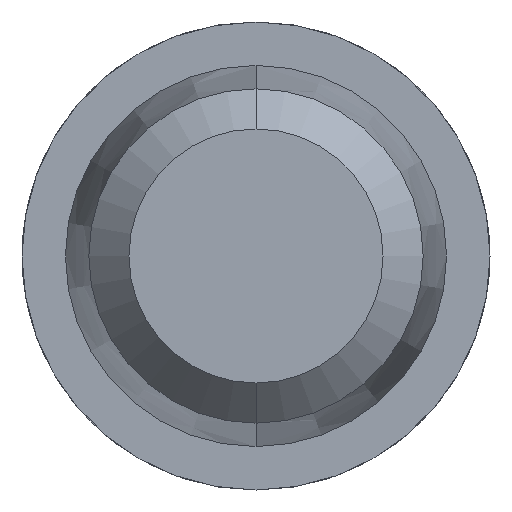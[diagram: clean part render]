
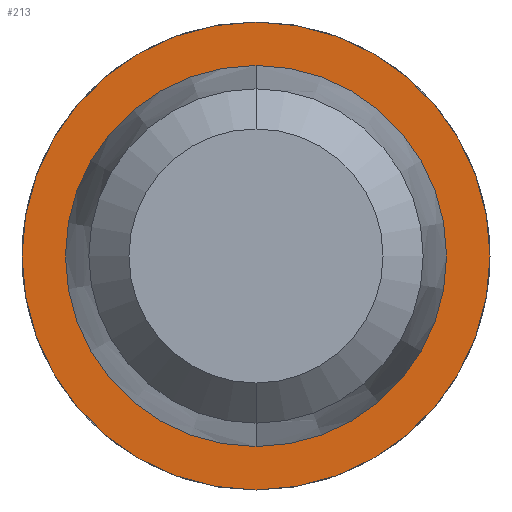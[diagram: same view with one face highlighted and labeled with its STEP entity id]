
A CAD part, front view. The second image highlights one B-rep face of the part: STEP entity #213.
In plain terms, the highlighted planar face has unit normal (0, -1, 0).
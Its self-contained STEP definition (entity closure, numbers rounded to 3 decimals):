
#83 = AXIS2_PLACEMENT_3D ( 'NONE', #2395, #1520, #2113 ) ;
#213 = ADVANCED_FACE ( 'Defeature ausgef�hrt2_14', ( #3081, #396 ), #877, .T. ) ;
#243 = CARTESIAN_POINT ( 'NONE',  ( 0., 26., 0. ) ) ;
#279 = AXIS2_PLACEMENT_3D ( 'NONE', #243, #3431, #886 ) ;
#396 = FACE_BOUND ( 'NONE', #1467, .T. ) ;
#433 = CIRCLE ( 'NONE', #2228, 0.7 ) ;
#440 = CIRCLE ( 'NONE', #83, 0.7 ) ;
#557 = EDGE_CURVE ( 'Defeature ausgef�hrt2_14+Defeature ausgef�hrt2_15+Defeature ausgef�hrt2_15+Defeature ausgef�hrt2_15', #2081, #2302, #433, .T. ) ;
#568 = CARTESIAN_POINT ( 'NONE',  ( 0., 26., 0.7 ) ) ;
#627 = ORIENTED_EDGE ( 'NONE', *, *, #557, .T. ) ;
#634 = CARTESIAN_POINT ( 'NONE',  ( 0., 26., -0.57 ) ) ;
#796 = EDGE_CURVE ( 'Defeature ausgef�hrt2_13+Defeature ausgef�hrt2_14+Defeature ausgef�hrt2_14+Defeature ausgef�hrt2_14', #3503, #3776, #1986, .T. ) ;
#861 = CARTESIAN_POINT ( 'NONE',  ( 0., 26., 0. ) ) ;
#877 = PLANE ( 'NONE',  #2579 ) ;
#886 = DIRECTION ( 'NONE',  ( 0., 0., -1. ) ) ;
#1018 = DIRECTION ( 'NONE',  ( 0., -1., 0. ) ) ;
#1322 = AXIS2_PLACEMENT_3D ( 'NONE', #861, #2804, #3743 ) ;
#1467 = EDGE_LOOP ( 'NONE', ( #3538, #3279 ) ) ;
#1520 = DIRECTION ( 'NONE',  ( 0., -1., 0. ) ) ;
#1682 = DIRECTION ( 'NONE',  ( 0., 0., -1. ) ) ;
#1825 = DIRECTION ( 'NONE',  ( 0., 0., -1. ) ) ;
#1986 = CIRCLE ( 'NONE', #1322, 0.57 ) ;
#2046 = CARTESIAN_POINT ( 'NONE',  ( 0., 26., 0.57 ) ) ;
#2081 = VERTEX_POINT ( 'NONE', #568 ) ;
#2113 = DIRECTION ( 'NONE',  ( 0., 0., -1. ) ) ;
#2162 = CARTESIAN_POINT ( 'NONE',  ( 0.57, 26., 0. ) ) ;
#2228 = AXIS2_PLACEMENT_3D ( 'NONE', #2268, #1018, #1682 ) ;
#2262 = CIRCLE ( 'NONE', #279, 0.57 ) ;
#2268 = CARTESIAN_POINT ( 'NONE',  ( 0., 26., 0. ) ) ;
#2302 = VERTEX_POINT ( 'NONE', #2342 ) ;
#2342 = CARTESIAN_POINT ( 'NONE',  ( 0., 26., -0.7 ) ) ;
#2395 = CARTESIAN_POINT ( 'NONE',  ( 0., 26., 0. ) ) ;
#2579 = AXIS2_PLACEMENT_3D ( 'NONE', #2162, #3731, #1825 ) ;
#2804 = DIRECTION ( 'NONE',  ( 0., -1., 0. ) ) ;
#2896 = EDGE_LOOP ( 'NONE', ( #3430, #627 ) ) ;
#2899 = EDGE_CURVE ( 'Defeature ausgef�hrt2_13+Defeature ausgef�hrt2_14+Defeature ausgef�hrt2_14+Defeature ausgef�hrt2_14', #3776, #3503, #2262, .T. ) ;
#3081 = FACE_OUTER_BOUND ( 'NONE', #2896, .T. ) ;
#3279 = ORIENTED_EDGE ( 'NONE', *, *, #2899, .F. ) ;
#3430 = ORIENTED_EDGE ( 'NONE', *, *, #4057, .T. ) ;
#3431 = DIRECTION ( 'NONE',  ( 0., -1., 0. ) ) ;
#3503 = VERTEX_POINT ( 'NONE', #2046 ) ;
#3538 = ORIENTED_EDGE ( 'NONE', *, *, #796, .F. ) ;
#3731 = DIRECTION ( 'NONE',  ( 0., -1., 0. ) ) ;
#3743 = DIRECTION ( 'NONE',  ( 0., 0., -1. ) ) ;
#3776 = VERTEX_POINT ( 'NONE', #634 ) ;
#4057 = EDGE_CURVE ( 'Defeature ausgef�hrt2_14+Defeature ausgef�hrt2_15+Defeature ausgef�hrt2_15+Defeature ausgef�hrt2_15', #2302, #2081, #440, .T. ) ;
